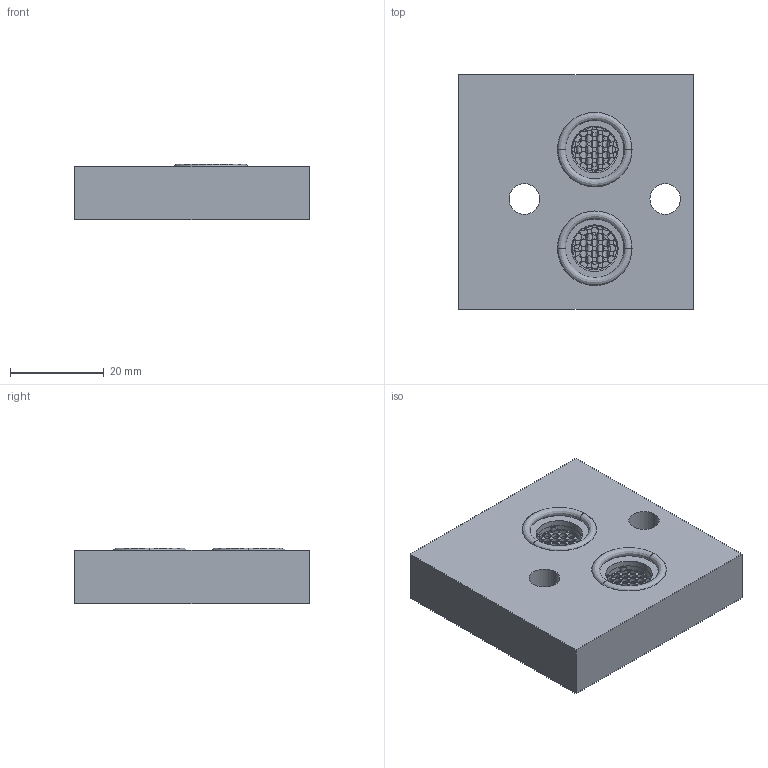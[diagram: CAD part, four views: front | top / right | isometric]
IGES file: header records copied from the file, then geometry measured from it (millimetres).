
Start section:  PTC IGES file: ilcm47084204.igs
Global section: file name: ilcm47084204.igs; native system: Creo Parametric by Parametric Technology Corporation; preprocessor: 2013320; author: jdw; organization: Unknown; date: 20180809.141851; units: inch
Bounding box: 49.99 x 49.99 x 11.89 mm (x, y, z)
Surface area: 10043 mm2 (no closed solid volume)
Topology: 0 solids, 0 shells, 540 faces, 3798 edges, 3794 vertices
Faces by surface type: revolution 410, bspline 130
